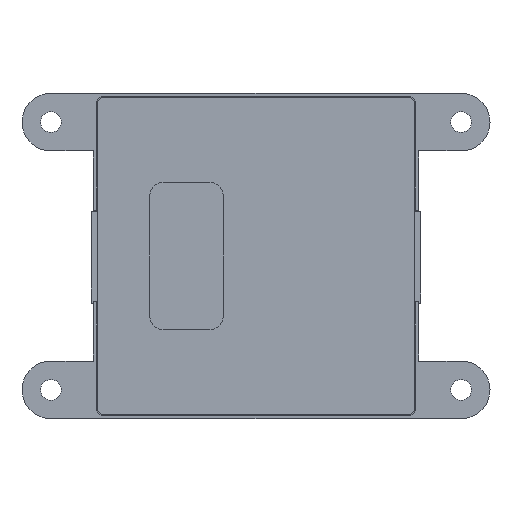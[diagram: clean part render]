
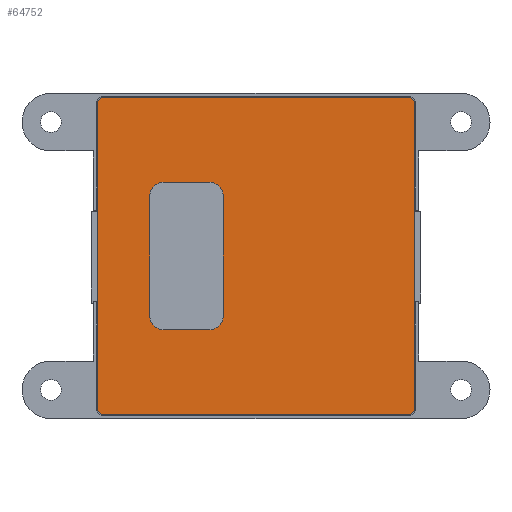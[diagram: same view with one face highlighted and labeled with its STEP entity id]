
A CAD part, front view. The second image highlights one B-rep face of the part: STEP entity #64752.
In plain terms, the highlighted planar face has unit normal (0, -1, 0).
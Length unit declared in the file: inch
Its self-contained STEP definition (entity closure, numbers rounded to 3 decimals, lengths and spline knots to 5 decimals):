
#1537 = LINE ( 'NONE', #169196, #133355 ) ;
#1917 = VERTEX_POINT ( 'NONE', #27940 ) ;
#4823 = CARTESIAN_POINT ( 'NONE',  ( -1.05675, 0., -1.07 ) ) ;
#7351 = VERTEX_POINT ( 'NONE', #102336 ) ;
#9926 = DIRECTION ( 'NONE',  ( 1., 0., 0. ) ) ;
#10235 = CARTESIAN_POINT ( 'NONE',  ( -1.03801, 0., -1.07 ) ) ;
#10653 = ORIENTED_EDGE ( 'NONE', *, *, #153719, .T. ) ;
#11702 = CARTESIAN_POINT ( 'NONE',  ( -1.03801, 0., 1.07 ) ) ;
#16679 = CARTESIAN_POINT ( 'NONE',  ( -1.07, 0., -1.03801 ) ) ;
#18537 = CARTESIAN_POINT ( 'NONE',  ( -1.07, 0., 1.03801 ) ) ;
#18613 = CARTESIAN_POINT ( 'NONE',  ( -1.07, 0., -1.05675 ) ) ;
#25443 = CARTESIAN_POINT ( 'NONE',  ( 1.05675, 0., 1.07 ) ) ;
#27940 = CARTESIAN_POINT ( 'NONE',  ( 1.03801, 0., -1.07 ) ) ;
#29196 = CARTESIAN_POINT ( 'NONE',  ( -1.07, 0., 1.07 ) ) ;
#30203 =( BOUNDED_CURVE ( )  B_SPLINE_CURVE ( 3, ( #144515, #91643, #25443, #118642 ),
 .UNSPECIFIED., .F., .F. ) 
 B_SPLINE_CURVE_WITH_KNOTS ( ( 4, 4 ),
 ( 5.49813, 7.06824 ),
 .UNSPECIFIED. ) 
 CURVE ( )  GEOMETRIC_REPRESENTATION_ITEM ( )  RATIONAL_B_SPLINE_CURVE ( ( 1., 0.805, 0.805, 1. ) ) 
 REPRESENTATION_ITEM ( '' )  );
#31443 = CARTESIAN_POINT ( 'NONE',  ( 1.07, 0., -1.03801 ) ) ;
#33920 = CARTESIAN_POINT ( 'NONE',  ( 1.03801, 0., 1.07 ) ) ;
#37202 =( BOUNDED_CURVE ( )  B_SPLINE_CURVE ( 3, ( #57819, #18613, #4823, #122816 ),
 .UNSPECIFIED., .F., .F. ) 
 B_SPLINE_CURVE_WITH_KNOTS ( ( 4, 4 ),
 ( 5.49813, 7.06824 ),
 .UNSPECIFIED. ) 
 CURVE ( )  GEOMETRIC_REPRESENTATION_ITEM ( )  RATIONAL_B_SPLINE_CURVE ( ( 1., 0.805, 0.805, 1. ) ) 
 REPRESENTATION_ITEM ( '' )  );
#45073 = EDGE_LOOP ( 'NONE', ( #47120, #10653, #166270, #111595, #145459, #151240, #92081, #86375 ) ) ;
#47120 = ORIENTED_EDGE ( 'NONE', *, *, #110529, .F. ) ;
#49155 = EDGE_CURVE ( 'NONE', #7351, #134302, #1537, .T. ) ;
#50857 = CARTESIAN_POINT ( 'NONE',  ( -1.05675, 0., 1.07 ) ) ;
#53240 =( BOUNDED_CURVE ( )  B_SPLINE_CURVE ( 3, ( #67354, #66798, #159929, #159374 ),
 .UNSPECIFIED., .F., .F. ) 
 B_SPLINE_CURVE_WITH_KNOTS ( ( 4, 4 ),
 ( 5.49813, 7.06824 ),
 .UNSPECIFIED. ) 
 CURVE ( )  GEOMETRIC_REPRESENTATION_ITEM ( )  RATIONAL_B_SPLINE_CURVE ( ( 1., 0.805, 0.805, 1. ) ) 
 REPRESENTATION_ITEM ( '' )  );
#57380 = VERTEX_POINT ( 'NONE', #118800 ) ;
#57396 = FACE_OUTER_BOUND ( 'NONE', #45073, .T. ) ;
#57819 = CARTESIAN_POINT ( 'NONE',  ( -1.07, 0., -1.03801 ) ) ;
#61609 = EDGE_CURVE ( 'NONE', #57380, #134302, #30203, .T. ) ;
#63507 = VERTEX_POINT ( 'NONE', #16679 ) ;
#64752 = ADVANCED_FACE ( 'NONE', ( #57396 ), #95386, .F. ) ;
#66798 = CARTESIAN_POINT ( 'NONE',  ( 1.05675, 0., -1.07 ) ) ;
#67354 = CARTESIAN_POINT ( 'NONE',  ( 1.03801, 0., -1.07 ) ) ;
#73903 = DIRECTION ( 'NONE',  ( 0., 0., -1. ) ) ;
#86375 = ORIENTED_EDGE ( 'NONE', *, *, #106433, .T. ) ;
#89250 = VECTOR ( 'NONE', #73903, 39.37008 ) ;
#89912 = AXIS2_PLACEMENT_3D ( 'NONE', #29196, #148242, #95929 ) ;
#90280 = EDGE_CURVE ( 'NONE', #1917, #92322, #53240, .T. ) ;
#91643 = CARTESIAN_POINT ( 'NONE',  ( 1.07, 0., 1.05675 ) ) ;
#92007 = VERTEX_POINT ( 'NONE', #10235 ) ;
#92081 = ORIENTED_EDGE ( 'NONE', *, *, #49155, .F. ) ;
#92322 = VERTEX_POINT ( 'NONE', #31443 ) ;
#94027 = LINE ( 'NONE', #141837, #96172 ) ;
#94130 = LINE ( 'NONE', #119099, #123086 ) ;
#95386 = PLANE ( 'NONE',  #89912 ) ;
#95929 = DIRECTION ( 'NONE',  ( 0., 0., 1. ) ) ;
#96172 = VECTOR ( 'NONE', #168208, 39.37008 ) ;
#102336 = CARTESIAN_POINT ( 'NONE',  ( -1.03801, 0., 1.07 ) ) ;
#106433 = EDGE_CURVE ( 'NONE', #7351, #159879, #124689, .T. ) ;
#107883 = EDGE_CURVE ( 'NONE', #57380, #92322, #152851, .T. ) ;
#110529 = EDGE_CURVE ( 'NONE', #63507, #159879, #94027, .T. ) ;
#111595 = ORIENTED_EDGE ( 'NONE', *, *, #90280, .T. ) ;
#118642 = CARTESIAN_POINT ( 'NONE',  ( 1.03801, 0., 1.07 ) ) ;
#118800 = CARTESIAN_POINT ( 'NONE',  ( 1.07, 0., 1.03801 ) ) ;
#119099 = CARTESIAN_POINT ( 'NONE',  ( -1.07, 0., -1.07 ) ) ;
#122816 = CARTESIAN_POINT ( 'NONE',  ( -1.03801, 0., -1.07 ) ) ;
#123086 = VECTOR ( 'NONE', #131815, 39.37008 ) ;
#124689 =( BOUNDED_CURVE ( )  B_SPLINE_CURVE ( 3, ( #11702, #50857, #129678, #142311 ),
 .UNSPECIFIED., .F., .T. ) 
 B_SPLINE_CURVE_WITH_KNOTS ( ( 4, 4 ),
 ( 5.49813, 7.06824 ),
 .UNSPECIFIED. ) 
 CURVE ( )  GEOMETRIC_REPRESENTATION_ITEM ( )  RATIONAL_B_SPLINE_CURVE ( ( 1., 0.805, 0.805, 1. ) ) 
 REPRESENTATION_ITEM ( '' )  );
#129491 = EDGE_CURVE ( 'NONE', #1917, #92007, #94130, .T. ) ;
#129678 = CARTESIAN_POINT ( 'NONE',  ( -1.07, 0., 1.05675 ) ) ;
#131815 = DIRECTION ( 'NONE',  ( -1., 0., 0. ) ) ;
#133355 = VECTOR ( 'NONE', #9926, 39.37008 ) ;
#134302 = VERTEX_POINT ( 'NONE', #33920 ) ;
#141837 = CARTESIAN_POINT ( 'NONE',  ( -1.07, 0., -1.07 ) ) ;
#142311 = CARTESIAN_POINT ( 'NONE',  ( -1.07, 0., 1.03801 ) ) ;
#144515 = CARTESIAN_POINT ( 'NONE',  ( 1.07, 0., 1.03801 ) ) ;
#145459 = ORIENTED_EDGE ( 'NONE', *, *, #107883, .F. ) ;
#148242 = DIRECTION ( 'NONE',  ( 0., 1., 0. ) ) ;
#151240 = ORIENTED_EDGE ( 'NONE', *, *, #61609, .T. ) ;
#152851 = LINE ( 'NONE', #164152, #89250 ) ;
#153719 = EDGE_CURVE ( 'NONE', #63507, #92007, #37202, .T. ) ;
#159374 = CARTESIAN_POINT ( 'NONE',  ( 1.07, 0., -1.03801 ) ) ;
#159879 = VERTEX_POINT ( 'NONE', #18537 ) ;
#159929 = CARTESIAN_POINT ( 'NONE',  ( 1.07, 0., -1.05675 ) ) ;
#164152 = CARTESIAN_POINT ( 'NONE',  ( 1.07, 0., -1.07 ) ) ;
#166270 = ORIENTED_EDGE ( 'NONE', *, *, #129491, .F. ) ;
#168208 = DIRECTION ( 'NONE',  ( 0., 0., 1. ) ) ;
#169196 = CARTESIAN_POINT ( 'NONE',  ( -1.07, 0., 1.07 ) ) ;
